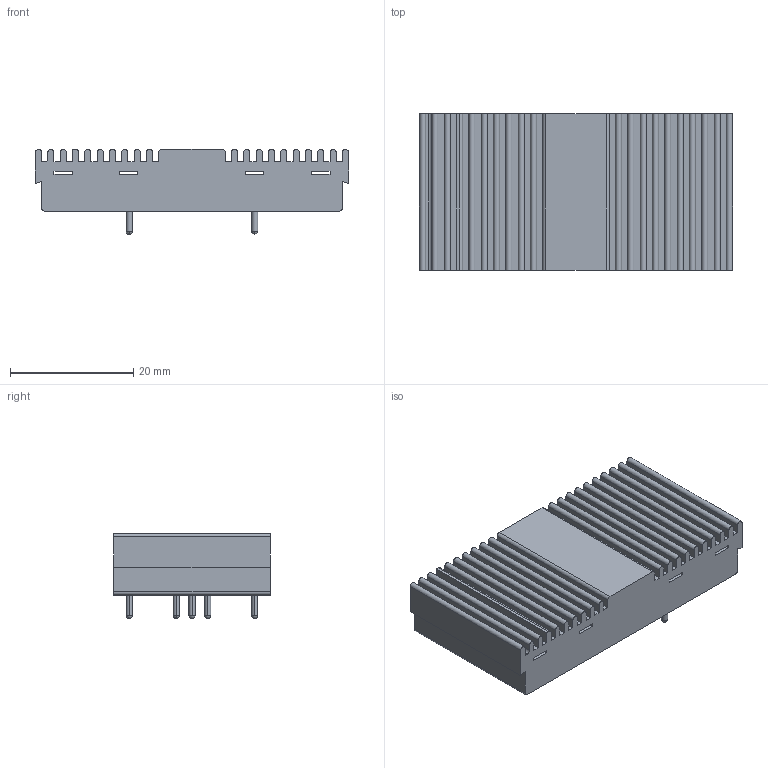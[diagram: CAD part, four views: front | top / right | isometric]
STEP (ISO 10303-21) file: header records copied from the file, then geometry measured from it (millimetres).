
FILE_DESCRIPTION (( 'STEP AP214' ), '1' );
FILE_NAME ('NSD10-S.STEP', '2017-12-22T10:35:11', ( '' ), ( '' ), 'SwSTEP 2.0', 'SolidWorks 2017', '' );
FILE_SCHEMA (( 'AUTOMOTIVE_DESIGN' ));
Length unit declared in the file: millimetre
Products named in the file (1): NSD10-S
Bounding box: 50.8 x 25.4 x 13.81 mm (x, y, z)
Surface area: 6588.6 mm2 (no closed solid volume)
Topology: 0 solids, 7 shells, 148 faces, 438 edges, 280 vertices
Faces by surface type: plane 87, cylinder 37, torus 24
Entity records: 5026 total; most frequent: CARTESIAN_POINT 843, DIRECTION 834, ORIENTED_EDGE 816, EDGE_CURVE 414, LINE 292, VECTOR 292, VERTEX_POINT 280, AXIS2_PLACEMENT_3D 271
